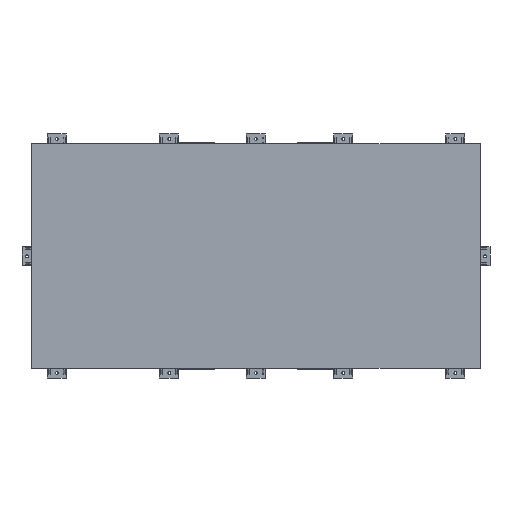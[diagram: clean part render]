
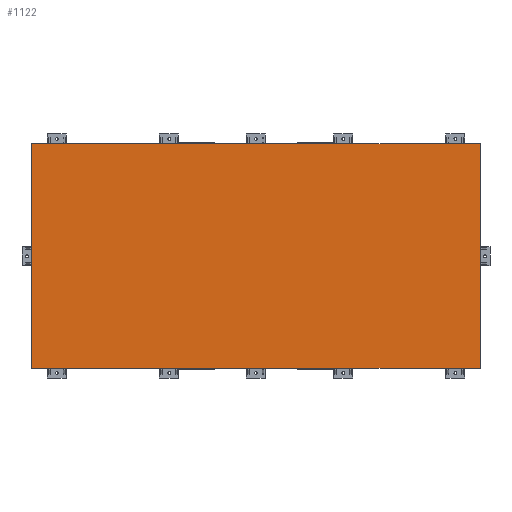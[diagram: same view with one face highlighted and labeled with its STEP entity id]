
A CAD part, top view. The second image highlights one B-rep face of the part: STEP entity #1122.
In plain terms, the highlighted planar face has unit normal (0, 0, 1).
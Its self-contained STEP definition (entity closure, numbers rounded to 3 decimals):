
#1122=ADVANCED_FACE('',(#2036),#1539,.T.);
#1539=PLANE('',#11898);
#2036=FACE_OUTER_BOUND('',#2665,.T.);
#2665=EDGE_LOOP('',(#5823,#5824,#5825,#5826));
#5823=ORIENTED_EDGE('',*,*,#8430,.F.);
#5824=ORIENTED_EDGE('',*,*,#8431,.F.);
#5825=ORIENTED_EDGE('',*,*,#8432,.F.);
#5826=ORIENTED_EDGE('',*,*,#8433,.F.);
#6846=VERTEX_POINT('',#17976);
#6847=VERTEX_POINT('',#17977);
#6848=VERTEX_POINT('',#17979);
#6849=VERTEX_POINT('',#17981);
#8430=EDGE_CURVE('',#6846,#6847,#9754,.T.);
#8431=EDGE_CURVE('',#6848,#6846,#9755,.T.);
#8432=EDGE_CURVE('',#6849,#6848,#9756,.T.);
#8433=EDGE_CURVE('',#6847,#6849,#9757,.T.);
#9754=LINE('',#17975,#11078);
#9755=LINE('',#17978,#11079);
#9756=LINE('',#17980,#11080);
#9757=LINE('',#17982,#11081);
#11078=VECTOR('',#14832,1.);
#11079=VECTOR('',#14833,1.);
#11080=VECTOR('',#14834,1.);
#11081=VECTOR('',#14835,1.);
#11898=AXIS2_PLACEMENT_3D('',#17983,#14836,#14837);
#14832=DIRECTION('',(-1.,0.,0.));
#14833=DIRECTION('',(0.,-1.,0.));
#14834=DIRECTION('',(1.,0.,0.));
#14835=DIRECTION('',(0.,1.,0.));
#14836=DIRECTION('',(0.,0.,1.));
#14837=DIRECTION('',(1.,0.,0.));
#17975=CARTESIAN_POINT('',(-1800.,0.,0.));
#17976=CARTESIAN_POINT('',(0.,0.,0.));
#17977=CARTESIAN_POINT('',(-3600.,0.,0.));
#17978=CARTESIAN_POINT('',(0.,900.,0.));
#17979=CARTESIAN_POINT('',(0.,1800.,0.));
#17980=CARTESIAN_POINT('',(-1800.,1800.,0.));
#17981=CARTESIAN_POINT('',(-3600.,1800.,0.));
#17982=CARTESIAN_POINT('',(-3600.,900.,0.));
#17983=CARTESIAN_POINT('',(-1800.,900.,0.));
